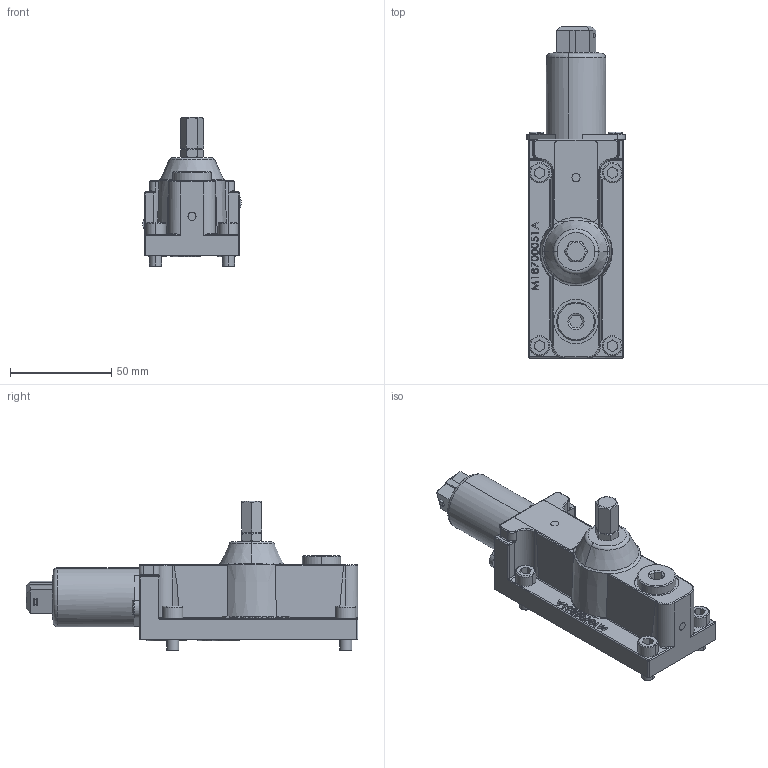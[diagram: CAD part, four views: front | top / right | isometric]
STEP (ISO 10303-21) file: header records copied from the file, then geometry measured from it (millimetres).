
FILE_DESCRIPTION (( 'STEP AP203' ), '1' );
FILE_NAME ('MSPF.step', '2015-08-04T13:29:16', ( 'User' ), ( '' ), 'SwSTEP 2.0', 'SolidWorks 2014', '' );
FILE_SCHEMA (( 'CONFIG_CONTROL_DESIGN' ));
Length unit declared in the file: millimetre
Products named in the file (1): MSPF
Bounding box: 48.81 x 164 x 73.97 mm (x, y, z)
Surface area: 37901.7 mm2 (no closed solid volume)
Topology: 0 solids, 28 shells, 613 faces, 1693 edges, 1087 vertices
Faces by surface type: plane 221, cylinder 143, torus 105, cone 75, bspline 63, sphere 6
Entity records: 24014 total; most frequent: CARTESIAN_POINT 8878, DIRECTION 3099, ORIENTED_EDGE 3000, EDGE_CURVE 1683, AXIS2_PLACEMENT_3D 1180, VERTEX_POINT 1087, VECTOR 739, LINE 739
